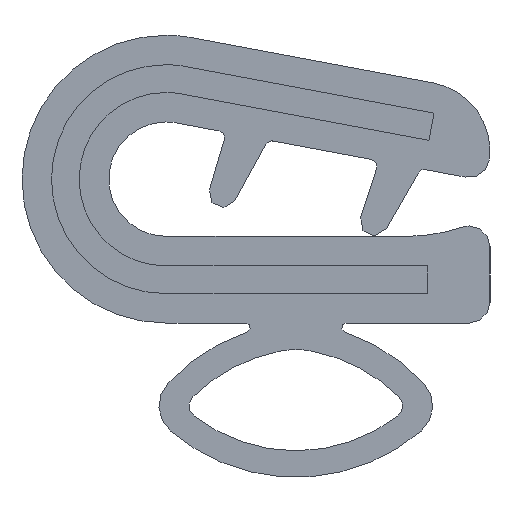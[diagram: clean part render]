
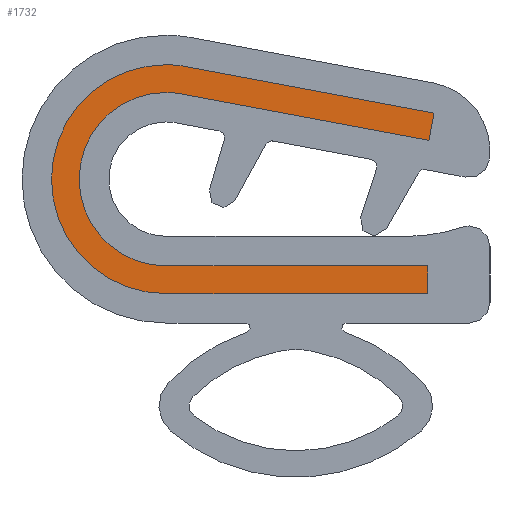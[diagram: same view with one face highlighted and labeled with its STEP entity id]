
A CAD part, left-side view. The second image highlights one B-rep face of the part: STEP entity #1732.
In plain terms, the highlighted planar face has unit normal (-1, 0, 0).
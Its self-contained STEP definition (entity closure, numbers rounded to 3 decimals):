
#2 = DIRECTION ( 'NONE',  ( 0., 0., -1. ) ) ;
#18 = CARTESIAN_POINT ( 'NONE',  ( -500., 0., 0. ) ) ;
#36 = EDGE_CURVE ( 'NONE', #2016, #1711, #2056, .T. ) ;
#38 = DIRECTION ( 'NONE',  ( 0., 0., -1. ) ) ;
#43 = VECTOR ( 'NONE', #2188, 1000. ) ;
#47 = DIRECTION ( 'NONE',  ( -1., 0., 0. ) ) ;
#89 = DIRECTION ( 'NONE',  ( 0., 1., 0. ) ) ;
#100 = EDGE_CURVE ( 'NONE', #523, #2044, #711, .T. ) ;
#150 = LINE ( 'NONE', #653, #2338 ) ;
#154 = EDGE_CURVE ( 'NONE', #1711, #1430, #2524, .T. ) ;
#159 = ORIENTED_EDGE ( 'NONE', *, *, #1497, .F. ) ;
#170 = CARTESIAN_POINT ( 'NONE',  ( -500., 0., -3.3 ) ) ;
#177 = CARTESIAN_POINT ( 'NONE',  ( -500., -7.587, 1.121 ) ) ;
#184 = VECTOR ( 'NONE', #1703, 1000. ) ;
#209 = AXIS2_PLACEMENT_3D ( 'NONE', #18, #47, #38 ) ;
#280 = DIRECTION ( 'NONE',  ( 1., 0., 0. ) ) ;
#282 = EDGE_CURVE ( 'NONE', #1430, #728, #2068, .T. ) ;
#299 = CARTESIAN_POINT ( 'NONE',  ( -500., -7.734, 1.907 ) ) ;
#341 = VECTOR ( 'NONE', #1778, 1000. ) ;
#346 = CARTESIAN_POINT ( 'NONE',  ( -500., -0.608, 3.243 ) ) ;
#347 = VERTEX_POINT ( 'NONE', #2080 ) ;
#366 = DIRECTION ( 'NONE',  ( 0., 0.983, 0.184 ) ) ;
#376 = CARTESIAN_POINT ( 'NONE',  ( -500., 0., -3.3 ) ) ;
#499 = CIRCLE ( 'NONE', #1638, 3.3 ) ;
#503 = EDGE_CURVE ( 'NONE', #2044, #1027, #1371, .T. ) ;
#523 = VERTEX_POINT ( 'NONE', #1043 ) ;
#529 = FACE_OUTER_BOUND ( 'NONE', #2171, .T. ) ;
#559 = CARTESIAN_POINT ( 'NONE',  ( -500., 0., 0. ) ) ;
#635 = ORIENTED_EDGE ( 'NONE', *, *, #154, .F. ) ;
#653 = CARTESIAN_POINT ( 'NONE',  ( -500., -0.461, 2.457 ) ) ;
#661 = LINE ( 'NONE', #376, #1665 ) ;
#711 = CIRCLE ( 'NONE', #1238, 2.5 ) ;
#728 = VERTEX_POINT ( 'NONE', #177 ) ;
#820 = CARTESIAN_POINT ( 'NONE',  ( -500., 0., -2.5 ) ) ;
#849 = CARTESIAN_POINT ( 'NONE',  ( -500., 0., 2.5 ) ) ;
#872 = PLANE ( 'NONE',  #2526 ) ;
#977 = CARTESIAN_POINT ( 'NONE',  ( -500., 0., 3.3 ) ) ;
#995 = EDGE_CURVE ( 'NONE', #728, #523, #150, .T. ) ;
#1027 = VERTEX_POINT ( 'NONE', #820 ) ;
#1043 = CARTESIAN_POINT ( 'NONE',  ( -500., -0.461, 2.457 ) ) ;
#1096 = ORIENTED_EDGE ( 'NONE', *, *, #995, .F. ) ;
#1139 = ORIENTED_EDGE ( 'NONE', *, *, #1871, .F. ) ;
#1143 = ORIENTED_EDGE ( 'NONE', *, *, #2051, .F. ) ;
#1186 = CARTESIAN_POINT ( 'NONE',  ( -500., 0., 0. ) ) ;
#1238 = AXIS2_PLACEMENT_3D ( 'NONE', #1186, #2107, #2317 ) ;
#1367 = ORIENTED_EDGE ( 'NONE', *, *, #1890, .F. ) ;
#1371 = CIRCLE ( 'NONE', #209, 2.5 ) ;
#1412 = ORIENTED_EDGE ( 'NONE', *, *, #503, .F. ) ;
#1430 = VERTEX_POINT ( 'NONE', #299 ) ;
#1442 = ORIENTED_EDGE ( 'NONE', *, *, #282, .F. ) ;
#1497 = EDGE_CURVE ( 'NONE', #1790, #347, #2194, .T. ) ;
#1576 = CARTESIAN_POINT ( 'NONE',  ( -500., 0., 0. ) ) ;
#1601 = DIRECTION ( 'NONE',  ( 0., 0., -1. ) ) ;
#1638 = AXIS2_PLACEMENT_3D ( 'NONE', #1576, #2257, #1994 ) ;
#1665 = VECTOR ( 'NONE', #89, 1000. ) ;
#1703 = DIRECTION ( 'NONE',  ( 0., 0., -1. ) ) ;
#1711 = VERTEX_POINT ( 'NONE', #346 ) ;
#1732 = ADVANCED_FACE ( 'NONE', ( #529 ), #872, .F. ) ;
#1778 = DIRECTION ( 'NONE',  ( 0., -1., 0. ) ) ;
#1790 = VERTEX_POINT ( 'NONE', #2433 ) ;
#1871 = EDGE_CURVE ( 'NONE', #2479, #2016, #499, .T. ) ;
#1890 = EDGE_CURVE ( 'NONE', #347, #2479, #661, .T. ) ;
#1929 = CARTESIAN_POINT ( 'NONE',  ( -500., 0., 0. ) ) ;
#1941 = CARTESIAN_POINT ( 'NONE',  ( -500., -7.55, -3.3 ) ) ;
#1994 = DIRECTION ( 'NONE',  ( 0., 0., -1. ) ) ;
#2016 = VERTEX_POINT ( 'NONE', #977 ) ;
#2021 = CARTESIAN_POINT ( 'NONE',  ( -500., 0., -2.5 ) ) ;
#2044 = VERTEX_POINT ( 'NONE', #849 ) ;
#2051 = EDGE_CURVE ( 'NONE', #1027, #1790, #2292, .T. ) ;
#2056 = CIRCLE ( 'NONE', #2153, 3.3 ) ;
#2068 = LINE ( 'NONE', #2081, #2508 ) ;
#2080 = CARTESIAN_POINT ( 'NONE',  ( -500., -7.55, -3.3 ) ) ;
#2081 = CARTESIAN_POINT ( 'NONE',  ( -500., -7.734, 1.907 ) ) ;
#2107 = DIRECTION ( 'NONE',  ( -1., 0., 0. ) ) ;
#2125 = DIRECTION ( 'NONE',  ( 1., 0., 0. ) ) ;
#2153 = AXIS2_PLACEMENT_3D ( 'NONE', #1929, #2125, #1601 ) ;
#2171 = EDGE_LOOP ( 'NONE', ( #1139, #1367, #159, #1143, #1412, #2456, #1096, #1442, #635, #2223 ) ) ;
#2188 = DIRECTION ( 'NONE',  ( 0., -0.983, -0.184 ) ) ;
#2194 = LINE ( 'NONE', #1941, #184 ) ;
#2223 = ORIENTED_EDGE ( 'NONE', *, *, #36, .F. ) ;
#2257 = DIRECTION ( 'NONE',  ( 1., 0., 0. ) ) ;
#2292 = LINE ( 'NONE', #2021, #341 ) ;
#2301 = DIRECTION ( 'NONE',  ( 0., 0.184, -0.983 ) ) ;
#2317 = DIRECTION ( 'NONE',  ( 0., 0., -1. ) ) ;
#2338 = VECTOR ( 'NONE', #366, 1000. ) ;
#2342 = CARTESIAN_POINT ( 'NONE',  ( -500., -0.608, 3.243 ) ) ;
#2433 = CARTESIAN_POINT ( 'NONE',  ( -500., -7.55, -2.5 ) ) ;
#2456 = ORIENTED_EDGE ( 'NONE', *, *, #100, .F. ) ;
#2479 = VERTEX_POINT ( 'NONE', #170 ) ;
#2508 = VECTOR ( 'NONE', #2301, 1000. ) ;
#2524 = LINE ( 'NONE', #2342, #43 ) ;
#2526 = AXIS2_PLACEMENT_3D ( 'NONE', #559, #280, #2 ) ;
